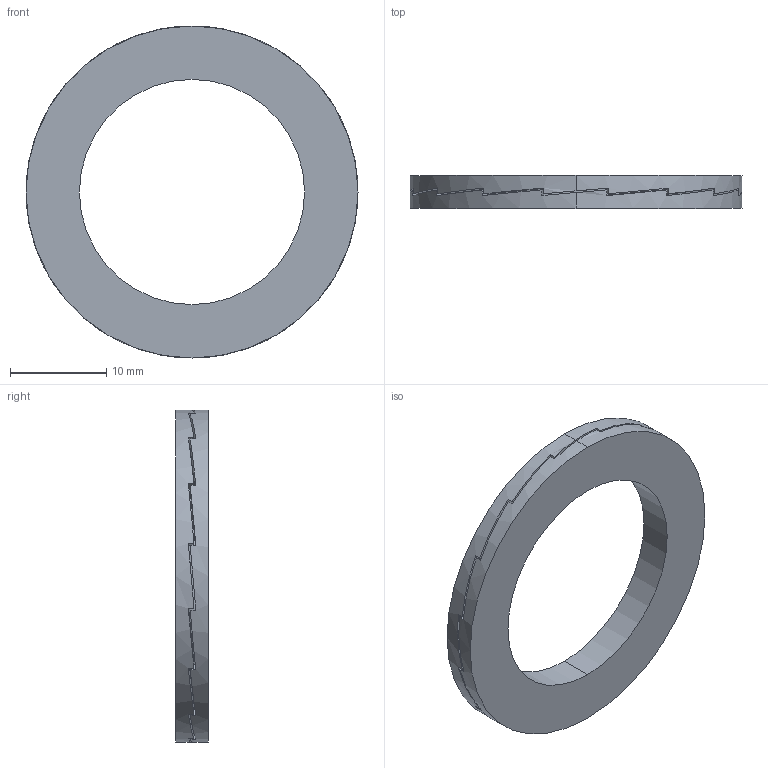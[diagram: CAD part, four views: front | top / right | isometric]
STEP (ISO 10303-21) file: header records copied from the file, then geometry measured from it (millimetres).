
FILE_DESCRIPTION (( 'STEP AP203' ), '1' );
FILE_NAME ('NL22-Nord-Lock.step', '2020-09-07T19:49:47', ( '' ), ( '' ), 'SwSTEP 2.0', 'SolidWorks 2014', '' );
FILE_SCHEMA (( 'CONFIG_CONTROL_DESIGN' ));
Length unit declared in the file: millimetre
Products named in the file (1): NL22-Nord-Lock
Bounding box: 34.5 x 3.4 x 34.5 mm (x, y, z)
Volume: 1691.1 mm3; surface area: 1915.1 mm2
Topology: 1 solids, 1 shells, 120 faces, 338 edges, 220 vertices
Faces by surface type: plane 114, cylinder 6
Entity records: 3879 total; most frequent: CARTESIAN_POINT 787, ORIENTED_EDGE 676, DIRECTION 568, EDGE_CURVE 338, VECTOR 278, LINE 278, VERTEX_POINT 220, AXIS2_PLACEMENT_3D 145
